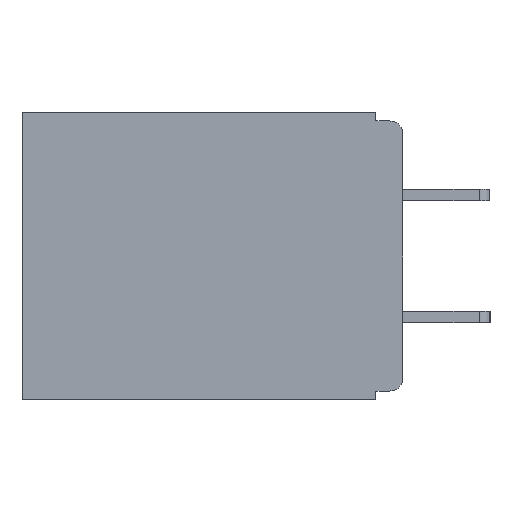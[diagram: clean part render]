
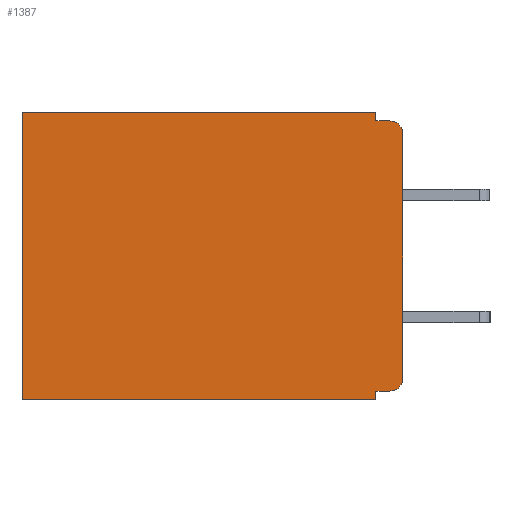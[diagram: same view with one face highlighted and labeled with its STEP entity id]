
A CAD part, left-side view. The second image highlights one B-rep face of the part: STEP entity #1387.
In plain terms, the highlighted planar face has unit normal (-1, 0, 0).
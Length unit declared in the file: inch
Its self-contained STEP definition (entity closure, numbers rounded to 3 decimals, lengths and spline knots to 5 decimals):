
#70 = CIRCLE ( 'NONE', #2381, 0.015 ) ;
#90 = LINE ( 'NONE', #12403, #14002 ) ;
#134 = CARTESIAN_POINT ( 'NONE',  ( 0.3, 0.015, -0.025 ) ) ;
#322 = LINE ( 'NONE', #12551, #17103 ) ;
#437 = VERTEX_POINT ( 'NONE', #12303 ) ;
#485 = ORIENTED_EDGE ( 'NONE', *, *, #17127, .T. ) ;
#535 = ORIENTED_EDGE ( 'NONE', *, *, #852, .F. ) ;
#625 = ORIENTED_EDGE ( 'NONE', *, *, #6602, .T. ) ;
#701 = CARTESIAN_POINT ( 'NONE',  ( 0.3, 0.031, 0. ) ) ;
#852 = EDGE_CURVE ( 'NONE', #12992, #7049, #2581, .T. ) ;
#1387 = ADVANCED_FACE ( 'NONE', ( #15067 ), #16750, .F. ) ;
#1526 = CARTESIAN_POINT ( 'NONE',  ( 0.3, 0., -0.305 ) ) ;
#1533 = DIRECTION ( 'NONE',  ( 0., 0., -1. ) ) ;
#1634 = VECTOR ( 'NONE', #6213, 39.37008 ) ;
#2381 = AXIS2_PLACEMENT_3D ( 'NONE', #3043, #12434, #4450 ) ;
#2386 = VERTEX_POINT ( 'NONE', #11494 ) ;
#2581 = LINE ( 'NONE', #16178, #12866 ) ;
#2611 = CARTESIAN_POINT ( 'NONE',  ( 0.3, 0.015, -0.32 ) ) ;
#2625 = VERTEX_POINT ( 'NONE', #13326 ) ;
#2679 = VERTEX_POINT ( 'NONE', #10839 ) ;
#2785 = VERTEX_POINT ( 'NONE', #14582 ) ;
#2960 = DIRECTION ( 'NONE',  ( 0., 1., 0. ) ) ;
#3043 = CARTESIAN_POINT ( 'NONE',  ( 0.3, 0.015, -0.305 ) ) ;
#3171 = DIRECTION ( 'NONE',  ( 0., 0., -1. ) ) ;
#4048 = LINE ( 'NONE', #15610, #14218 ) ;
#4156 = DIRECTION ( 'NONE',  ( 0., 0., -1. ) ) ;
#4157 = CARTESIAN_POINT ( 'NONE',  ( 0.3, 0.031, -0.32 ) ) ;
#4254 = EDGE_CURVE ( 'NONE', #2785, #2679, #90, .T. ) ;
#4347 = DIRECTION ( 'NONE',  ( 0., 1., 0. ) ) ;
#4371 = ORIENTED_EDGE ( 'NONE', *, *, #4254, .F. ) ;
#4450 = DIRECTION ( 'NONE',  ( 0., 0., -1. ) ) ;
#4603 = VECTOR ( 'NONE', #14971, 39.37008 ) ;
#4758 = ORIENTED_EDGE ( 'NONE', *, *, #10601, .T. ) ;
#5462 = ORIENTED_EDGE ( 'NONE', *, *, #15888, .F. ) ;
#6213 = DIRECTION ( 'NONE',  ( 0., 0., -1. ) ) ;
#6602 = EDGE_CURVE ( 'NONE', #2386, #437, #12897, .T. ) ;
#6694 = CARTESIAN_POINT ( 'NONE',  ( 0.3, 0., -0.025 ) ) ;
#6993 = VECTOR ( 'NONE', #2960, 39.37008 ) ;
#7049 = VERTEX_POINT ( 'NONE', #11360 ) ;
#7333 = ORIENTED_EDGE ( 'NONE', *, *, #14747, .F. ) ;
#8780 = DIRECTION ( 'NONE',  ( 0., 0., -1. ) ) ;
#9203 = CIRCLE ( 'NONE', #12705, 0.015 ) ;
#9305 = LINE ( 'NONE', #11046, #6993 ) ;
#9350 = ORIENTED_EDGE ( 'NONE', *, *, #10064, .F. ) ;
#9430 = VECTOR ( 'NONE', #4347, 39.37008 ) ;
#9718 = DIRECTION ( 'NONE',  ( -1., 0., 0. ) ) ;
#10064 = EDGE_CURVE ( 'NONE', #2386, #2785, #13632, .T. ) ;
#10187 = ORIENTED_EDGE ( 'NONE', *, *, #11210, .T. ) ;
#10287 = VERTEX_POINT ( 'NONE', #6694 ) ;
#10601 = EDGE_CURVE ( 'NONE', #437, #2625, #322, .T. ) ;
#10741 = ORIENTED_EDGE ( 'NONE', *, *, #13364, .F. ) ;
#10839 = CARTESIAN_POINT ( 'NONE',  ( 0.3, 0.015, -0.01 ) ) ;
#11046 = CARTESIAN_POINT ( 'NONE',  ( 0.3, 0., -0.33 ) ) ;
#11209 = EDGE_LOOP ( 'NONE', ( #5462, #485, #4371, #9350, #625, #4758, #7333, #535, #10741, #10187 ) ) ;
#11210 = EDGE_CURVE ( 'NONE', #13479, #14107, #70, .T. ) ;
#11273 = AXIS2_PLACEMENT_3D ( 'NONE', #16154, #13329, #8780 ) ;
#11360 = CARTESIAN_POINT ( 'NONE',  ( 0.3, 0.031, -0.33 ) ) ;
#11494 = CARTESIAN_POINT ( 'NONE',  ( 0.3, 0.031, 0. ) ) ;
#11742 = LINE ( 'NONE', #12364, #4603 ) ;
#12303 = CARTESIAN_POINT ( 'NONE',  ( 0.3, 0.437, 0. ) ) ;
#12364 = CARTESIAN_POINT ( 'NONE',  ( 0.3, 0., -0.33 ) ) ;
#12403 = CARTESIAN_POINT ( 'NONE',  ( 0.3, 0., -0.01 ) ) ;
#12434 = DIRECTION ( 'NONE',  ( -1., 0., 0. ) ) ;
#12551 = CARTESIAN_POINT ( 'NONE',  ( 0.3, 0.437, -0.33 ) ) ;
#12705 = AXIS2_PLACEMENT_3D ( 'NONE', #134, #9718, #1533 ) ;
#12866 = VECTOR ( 'NONE', #4156, 39.37008 ) ;
#12897 = LINE ( 'NONE', #14071, #9430 ) ;
#12992 = VERTEX_POINT ( 'NONE', #4157 ) ;
#13326 = CARTESIAN_POINT ( 'NONE',  ( 0.3, 0.437, -0.33 ) ) ;
#13329 = DIRECTION ( 'NONE',  ( 1., 0., 0. ) ) ;
#13364 = EDGE_CURVE ( 'NONE', #13479, #12992, #4048, .T. ) ;
#13479 = VERTEX_POINT ( 'NONE', #2611 ) ;
#13632 = LINE ( 'NONE', #701, #1634 ) ;
#14002 = VECTOR ( 'NONE', #14455, 39.37008 ) ;
#14071 = CARTESIAN_POINT ( 'NONE',  ( 0.3, 0., 0. ) ) ;
#14107 = VERTEX_POINT ( 'NONE', #1526 ) ;
#14218 = VECTOR ( 'NONE', #16841, 39.37008 ) ;
#14455 = DIRECTION ( 'NONE',  ( 0., -1., 0. ) ) ;
#14582 = CARTESIAN_POINT ( 'NONE',  ( 0.3, 0.031, -0.01 ) ) ;
#14747 = EDGE_CURVE ( 'NONE', #7049, #2625, #9305, .T. ) ;
#14971 = DIRECTION ( 'NONE',  ( 0., 0., -1. ) ) ;
#15067 = FACE_OUTER_BOUND ( 'NONE', #11209, .T. ) ;
#15610 = CARTESIAN_POINT ( 'NONE',  ( 0.3, 0., -0.32 ) ) ;
#15888 = EDGE_CURVE ( 'NONE', #10287, #14107, #11742, .T. ) ;
#16154 = CARTESIAN_POINT ( 'NONE',  ( 0.3, 0., -0.33 ) ) ;
#16178 = CARTESIAN_POINT ( 'NONE',  ( 0.3, 0.031, -0.33 ) ) ;
#16750 = PLANE ( 'NONE',  #11273 ) ;
#16841 = DIRECTION ( 'NONE',  ( 0., 1., 0. ) ) ;
#17103 = VECTOR ( 'NONE', #3171, 39.37008 ) ;
#17127 = EDGE_CURVE ( 'NONE', #10287, #2679, #9203, .T. ) ;
